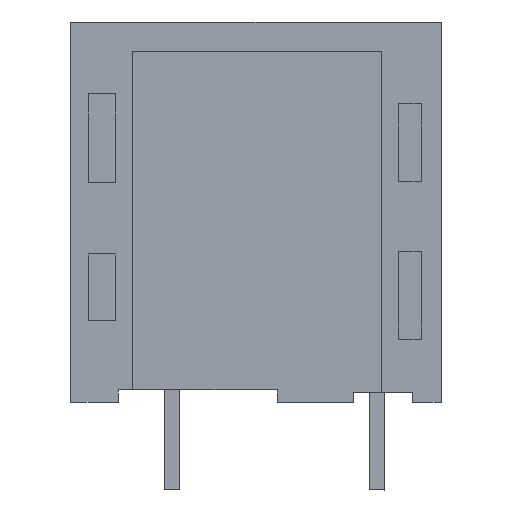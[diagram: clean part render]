
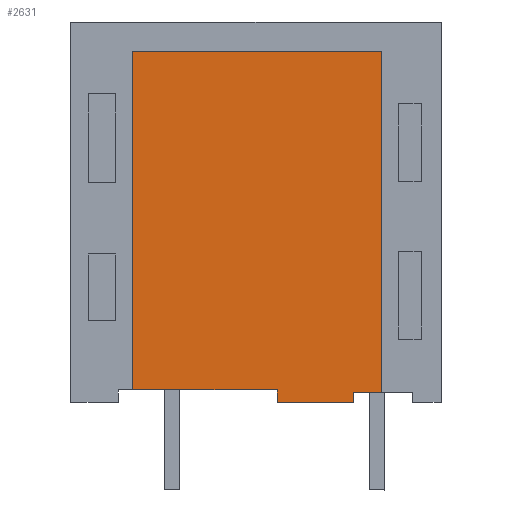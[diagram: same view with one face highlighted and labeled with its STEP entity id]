
A CAD part, left-side view. The second image highlights one B-rep face of the part: STEP entity #2631.
In plain terms, the highlighted planar face has unit normal (-1, 0, 0).
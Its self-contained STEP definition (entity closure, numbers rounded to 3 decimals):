
#2607=AXIS2_PLACEMENT_3D('Plane Axis2P3D',#2604,#2605,#2606) ;
#355=CARTESIAN_POINT('Vertex',(1.1,6.55,4.)) ;
#358=CARTESIAN_POINT('Line Origine',(1.1,9.439,4.)) ;
#362=CARTESIAN_POINT('Vertex',(1.1,12.329,4.)) ;
#389=CARTESIAN_POINT('Line Origine',(1.1,12.329,10.764)) ;
#393=CARTESIAN_POINT('Vertex',(1.1,12.329,17.529)) ;
#418=CARTESIAN_POINT('Vertex',(1.1,2.371,17.529)) ;
#421=CARTESIAN_POINT('Line Origine',(1.1,7.35,17.529)) ;
#439=CARTESIAN_POINT('Line Origine',(1.1,2.371,10.714)) ;
#443=CARTESIAN_POINT('Vertex',(1.1,2.371,3.9)) ;
#468=CARTESIAN_POINT('Vertex',(1.1,3.5,3.9)) ;
#485=CARTESIAN_POINT('Line Origine',(1.1,2.936,3.9)) ;
#2588=CARTESIAN_POINT('Vertex',(1.1,6.55,3.5)) ;
#2591=CARTESIAN_POINT('Line Origine',(1.1,6.55,3.75)) ;
#2604=CARTESIAN_POINT('Axis2P3D Location',(1.1,14.8,0.)) ;
#2609=CARTESIAN_POINT('Line Origine',(1.1,5.025,3.5)) ;
#2613=CARTESIAN_POINT('Vertex',(1.1,3.5,3.5)) ;
#2616=CARTESIAN_POINT('Line Origine',(1.1,3.5,3.7)) ;
#359=DIRECTION('Vector Direction',(0.,1.,0.)) ;
#390=DIRECTION('Vector Direction',(0.,0.,-1.)) ;
#422=DIRECTION('Vector Direction',(0.,-1.,0.)) ;
#440=DIRECTION('Vector Direction',(0.,0.,1.)) ;
#486=DIRECTION('Vector Direction',(0.,-1.,0.)) ;
#2592=DIRECTION('Vector Direction',(0.,0.,1.)) ;
#2605=DIRECTION('Axis2P3D Direction',(-1.,0.,0.)) ;
#2606=DIRECTION('Axis2P3D XDirection',(0.,-1.,0.)) ;
#2610=DIRECTION('Vector Direction',(0.,1.,0.)) ;
#2617=DIRECTION('Vector Direction',(0.,0.,1.)) ;
#360=VECTOR('Line Direction',#359,1.) ;
#391=VECTOR('Line Direction',#390,1.) ;
#423=VECTOR('Line Direction',#422,1.) ;
#441=VECTOR('Line Direction',#440,1.) ;
#487=VECTOR('Line Direction',#486,1.) ;
#2593=VECTOR('Line Direction',#2592,1.) ;
#2611=VECTOR('Line Direction',#2610,1.) ;
#2618=VECTOR('Line Direction',#2617,1.) ;
#2622=ORIENTED_EDGE('',*,*,#364,.F.) ;
#2623=ORIENTED_EDGE('',*,*,#2595,.F.) ;
#2624=ORIENTED_EDGE('',*,*,#2615,.T.) ;
#2625=ORIENTED_EDGE('',*,*,#2620,.T.) ;
#2626=ORIENTED_EDGE('',*,*,#489,.T.) ;
#2627=ORIENTED_EDGE('',*,*,#445,.T.) ;
#2628=ORIENTED_EDGE('',*,*,#425,.T.) ;
#2629=ORIENTED_EDGE('',*,*,#395,.T.) ;
#2631=ADVANCED_FACE('HOUSING',(#2630),#2608,.T.) ;
#364=EDGE_CURVE('',#356,#363,#361,.T.) ;
#395=EDGE_CURVE('',#394,#363,#392,.T.) ;
#425=EDGE_CURVE('',#419,#394,#424,.F.) ;
#445=EDGE_CURVE('',#444,#419,#442,.T.) ;
#489=EDGE_CURVE('',#469,#444,#488,.T.) ;
#2595=EDGE_CURVE('',#2589,#356,#2594,.T.) ;
#2615=EDGE_CURVE('',#2589,#2614,#2612,.F.) ;
#2620=EDGE_CURVE('',#2614,#469,#2619,.T.) ;
#2621=EDGE_LOOP('',(#2622,#2623,#2624,#2625,#2626,#2627,#2628,#2629)) ;
#2630=FACE_OUTER_BOUND('',#2621,.T.) ;
#361=LINE('Line',#358,#360) ;
#392=LINE('Line',#389,#391) ;
#424=LINE('Line',#421,#423) ;
#442=LINE('Line',#439,#441) ;
#488=LINE('Line',#485,#487) ;
#2594=LINE('Line',#2591,#2593) ;
#2612=LINE('Line',#2609,#2611) ;
#2619=LINE('Line',#2616,#2618) ;
#2608=PLANE('',#2607) ;
#356=VERTEX_POINT('',#355) ;
#363=VERTEX_POINT('',#362) ;
#394=VERTEX_POINT('',#393) ;
#419=VERTEX_POINT('',#418) ;
#444=VERTEX_POINT('',#443) ;
#469=VERTEX_POINT('',#468) ;
#2589=VERTEX_POINT('',#2588) ;
#2614=VERTEX_POINT('',#2613) ;
